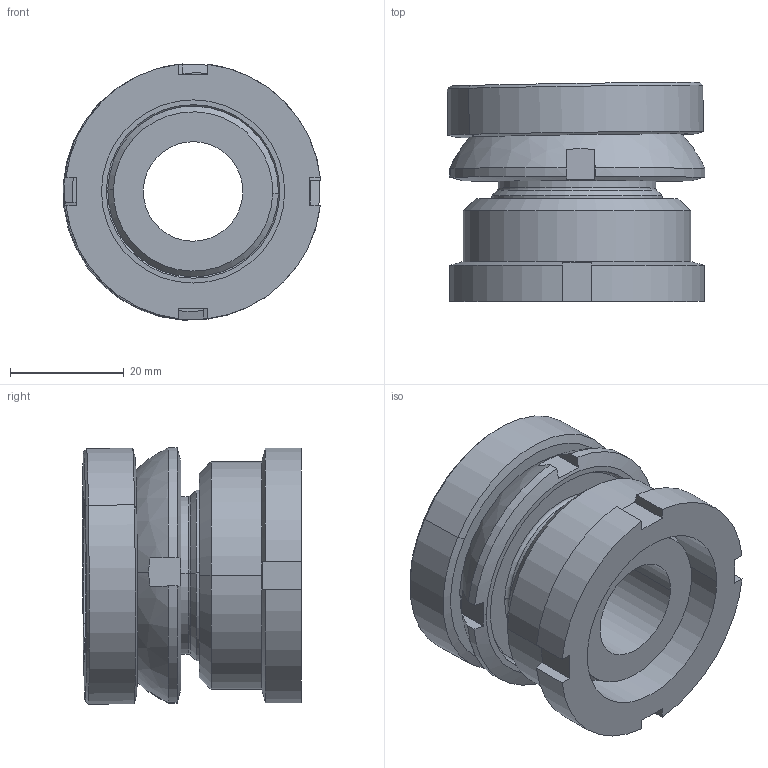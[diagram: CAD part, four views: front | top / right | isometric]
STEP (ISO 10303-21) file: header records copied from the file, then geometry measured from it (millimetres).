
FILE_DESCRIPTION (( 'STEP AP214' ), '1' );
FILE_NAME ('KAE 30-17.5 0-0.STEP', '2015-08-18T15:19:21', ( '' ), ( '' ), 'SwSTEP 2.0', 'SolidWorks 2015', '' );
FILE_SCHEMA (( 'AUTOMOTIVE_DESIGN' ));
Length unit declared in the file: millimetre
Products named in the file (4): KAE 30-17.5 0-0; KAE 30-17.5 1-0 A1; KAS 30 2-0 A1; NAE 30 2-0 A1
Assembly tree (3 placements, depth 2):
  KAE 30-17.5 0-0
    NAE 30 2-0 A1
    KAS 30 2-0 A1
    KAE 30-17.5 1-0 A1
Bounding box: 45.23 x 38.48 x 45.03 mm (x, y, z)
Volume: 38052.1 mm3; surface area: 17282.9 mm2
Topology: 3 solids, 3 shells, 100 faces, 234 edges, 146 vertices
Faces by surface type: plane 36, cylinder 34, cone 20, torus 6, sphere 4
Entity records: 3160 total; most frequent: CARTESIAN_POINT 618, DIRECTION 534, ORIENTED_EDGE 468, EDGE_CURVE 234, AXIS2_PLACEMENT_3D 222, VERTEX_POINT 146, CIRCLE 116, EDGE_LOOP 112
